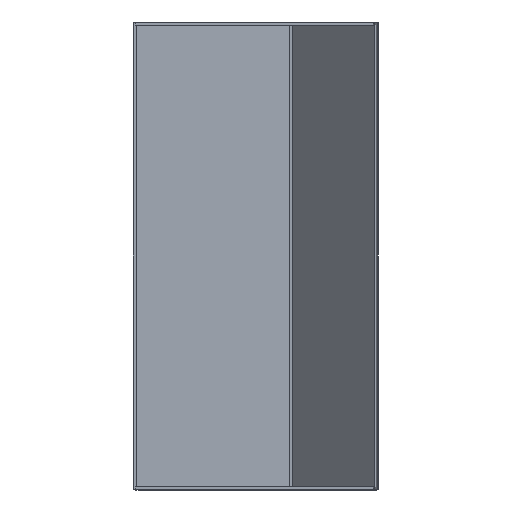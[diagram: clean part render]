
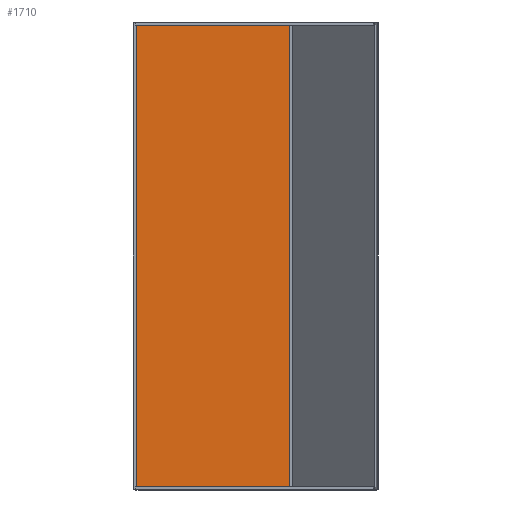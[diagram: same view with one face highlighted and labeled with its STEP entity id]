
A CAD part, front view. The second image highlights one B-rep face of the part: STEP entity #1710.
In plain terms, the highlighted planar face has unit normal (0, -1, 0).
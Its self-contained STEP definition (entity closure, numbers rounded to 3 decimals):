
#32 = VECTOR ( 'NONE', #1016, 1000. ) ;
#243 = VERTEX_POINT ( 'NONE', #745 ) ;
#288 = DIRECTION ( 'NONE',  ( -1., 0., 0. ) ) ;
#306 = VERTEX_POINT ( 'NONE', #2041 ) ;
#329 = DIRECTION ( 'NONE',  ( 0., 0., 1. ) ) ;
#348 = ORIENTED_EDGE ( 'NONE', *, *, #1043, .F. ) ;
#359 = CARTESIAN_POINT ( 'NONE',  ( 0., 0., 0. ) ) ;
#427 = VECTOR ( 'NONE', #288, 1000. ) ;
#745 = CARTESIAN_POINT ( 'NONE',  ( 1880., 0., -630. ) ) ;
#810 = CARTESIAN_POINT ( 'NONE',  ( 0., 0., 0. ) ) ;
#951 = LINE ( 'NONE', #1439, #2777 ) ;
#1015 = CARTESIAN_POINT ( 'NONE',  ( 1880., 0., 0. ) ) ;
#1016 = DIRECTION ( 'NONE',  ( 1., 0., 0. ) ) ;
#1033 = AXIS2_PLACEMENT_3D ( 'NONE', #359, #1429, #1410 ) ;
#1043 = EDGE_CURVE ( 'NONE', #243, #306, #2328, .T. ) ;
#1059 = LINE ( 'NONE', #810, #32 ) ;
#1147 = EDGE_CURVE ( 'NONE', #2270, #243, #1279, .T. ) ;
#1262 = ORIENTED_EDGE ( 'NONE', *, *, #1147, .F. ) ;
#1279 = LINE ( 'NONE', #1015, #2023 ) ;
#1389 = ORIENTED_EDGE ( 'NONE', *, *, #2342, .F. ) ;
#1410 = DIRECTION ( 'NONE',  ( 0., 0., -1. ) ) ;
#1429 = DIRECTION ( 'NONE',  ( 0., -1., 0. ) ) ;
#1439 = CARTESIAN_POINT ( 'NONE',  ( 0., 0., 0. ) ) ;
#1448 = PLANE ( 'NONE',  #1033 ) ;
#1468 = VERTEX_POINT ( 'NONE', #2571 ) ;
#1585 = CARTESIAN_POINT ( 'NONE',  ( 0., 0., -630. ) ) ;
#1666 = CARTESIAN_POINT ( 'NONE',  ( 1880., 0., 0. ) ) ;
#1710 = ADVANCED_FACE ( 'NONE', ( #2523 ), #1448, .T. ) ;
#1911 = EDGE_LOOP ( 'NONE', ( #2784, #348, #1262, #1389 ) ) ;
#2023 = VECTOR ( 'NONE', #2064, 1000. ) ;
#2041 = CARTESIAN_POINT ( 'NONE',  ( 0., 0., -630. ) ) ;
#2064 = DIRECTION ( 'NONE',  ( 0., 0., -1. ) ) ;
#2264 = EDGE_CURVE ( 'NONE', #306, #1468, #951, .T. ) ;
#2270 = VERTEX_POINT ( 'NONE', #1666 ) ;
#2328 = LINE ( 'NONE', #1585, #427 ) ;
#2342 = EDGE_CURVE ( 'NONE', #1468, #2270, #1059, .T. ) ;
#2523 = FACE_OUTER_BOUND ( 'NONE', #1911, .T. ) ;
#2571 = CARTESIAN_POINT ( 'NONE',  ( 0., 0., 0. ) ) ;
#2777 = VECTOR ( 'NONE', #329, 1000. ) ;
#2784 = ORIENTED_EDGE ( 'NONE', *, *, #2264, .F. ) ;
